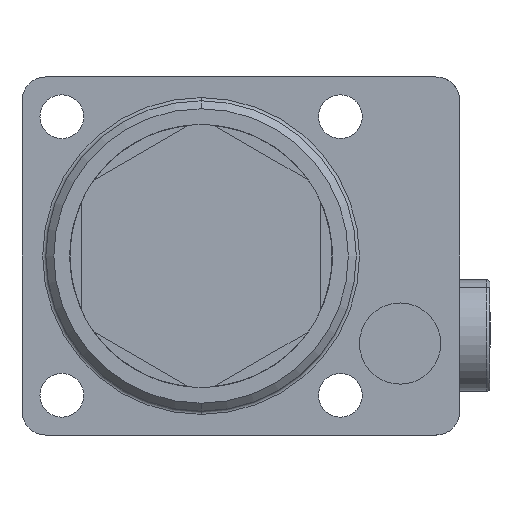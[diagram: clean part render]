
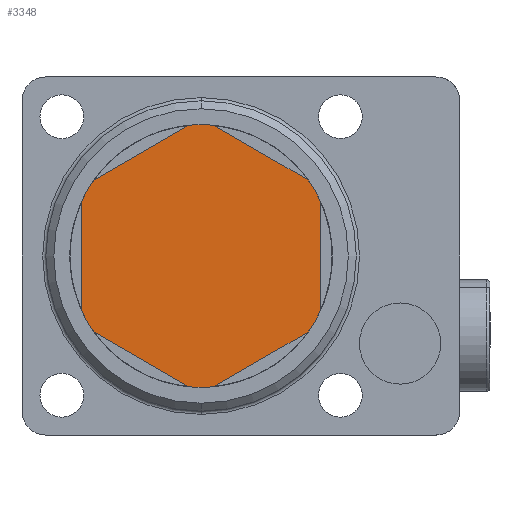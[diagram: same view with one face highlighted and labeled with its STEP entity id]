
A CAD part, front view. The second image highlights one B-rep face of the part: STEP entity #3348.
In plain terms, the highlighted planar face has unit normal (0, -1, 0).
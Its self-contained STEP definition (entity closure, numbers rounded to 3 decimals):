
#249 = DIRECTION ( 'NONE',  ( 0., 0., -1. ) ) ;
#250 = DIRECTION ( 'NONE',  ( 0., -1., 0. ) ) ;
#251 = CARTESIAN_POINT ( 'NONE',  ( 0., -5., 0. ) ) ;
#268 = DIRECTION ( 'NONE',  ( 0., 0., -1. ) ) ;
#270 = DIRECTION ( 'NONE',  ( 0., -1., 0. ) ) ;
#271 = CARTESIAN_POINT ( 'NONE',  ( 0., -5., 0. ) ) ;
#288 = DIRECTION ( 'NONE',  ( 0., 0., -1. ) ) ;
#289 = DIRECTION ( 'NONE',  ( 0., -1., 0. ) ) ;
#290 = CARTESIAN_POINT ( 'NONE',  ( 0., -5., 0. ) ) ;
#377 = DIRECTION ( 'NONE',  ( 0., 0., -1. ) ) ;
#379 = DIRECTION ( 'NONE',  ( 0., -1., 0. ) ) ;
#380 = CARTESIAN_POINT ( 'NONE',  ( 0., -5., 0. ) ) ;
#594 = ORIENTED_EDGE ( 'NONE', *, *, #4608, .T. ) ;
#595 = ORIENTED_EDGE ( 'NONE', *, *, #4618, .T. ) ;
#596 = ORIENTED_EDGE ( 'NONE', *, *, #4604, .T. ) ;
#597 = ORIENTED_EDGE ( 'NONE', *, *, #5326, .T. ) ;
#598 = ORIENTED_EDGE ( 'NONE', *, *, #4619, .T. ) ;
#599 = ORIENTED_EDGE ( 'NONE', *, *, #5347, .T. ) ;
#600 = ORIENTED_EDGE ( 'NONE', *, *, #4620, .T. ) ;
#601 = ORIENTED_EDGE ( 'NONE', *, *, #5340, .T. ) ;
#602 = ORIENTED_EDGE ( 'NONE', *, *, #4621, .T. ) ;
#603 = ORIENTED_EDGE ( 'NONE', *, *, #5333, .T. ) ;
#604 = ORIENTED_EDGE ( 'NONE', *, *, #4616, .T. ) ;
#605 = ORIENTED_EDGE ( 'NONE', *, *, #4622, .T. ) ;
#606 = ORIENTED_EDGE ( 'NONE', *, *, #4612, .T. ) ;
#607 = ORIENTED_EDGE ( 'NONE', *, *, #4623, .T. ) ;
#970 = FACE_OUTER_BOUND ( 'NONE', #1705, .T. ) ;
#1191 = VERTEX_POINT ( 'NONE', #4273 ) ;
#1222 = VERTEX_POINT ( 'NONE', #4203 ) ;
#1225 = VERTEX_POINT ( 'NONE', #4186 ) ;
#1230 = VERTEX_POINT ( 'NONE', #4489 ) ;
#1240 = VERTEX_POINT ( 'NONE', #4477 ) ;
#1250 = VERTEX_POINT ( 'NONE', #4467 ) ;
#1326 = VERTEX_POINT ( 'NONE', #4391 ) ;
#1330 = VERTEX_POINT ( 'NONE', #4387 ) ;
#1342 = VERTEX_POINT ( 'NONE', #4375 ) ;
#1359 = VERTEX_POINT ( 'NONE', #4358 ) ;
#1386 = VERTEX_POINT ( 'NONE', #4331 ) ;
#1392 = VERTEX_POINT ( 'NONE', #4325 ) ;
#1406 = VERTEX_POINT ( 'NONE', #4311 ) ;
#1414 = VERTEX_POINT ( 'NONE', #4303 ) ;
#1705 = EDGE_LOOP ( 'NONE', ( #594, #595, #596, #597, #598, #599, #600, #601, #602, #603, #604, #605, #606, #607 ) ) ;
#1835 = CIRCLE ( 'NONE', #5021, 16.5 ) ;
#1844 = CIRCLE ( 'NONE', #5029, 16.5 ) ;
#1860 = CIRCLE ( 'NONE', #5039, 16.5 ) ;
#2211 = VECTOR ( 'NONE', #2693, 1000. ) ;
#2213 = VECTOR ( 'NONE', #2695, 1000. ) ;
#2214 = LINE ( 'NONE', #2694, #2211 ) ;
#2215 = VECTOR ( 'NONE', #2697, 1000. ) ;
#2216 = LINE ( 'NONE', #2696, #2213 ) ;
#2217 = VECTOR ( 'NONE', #2700, 1000. ) ;
#2218 = LINE ( 'NONE', #2699, #2215 ) ;
#2219 = VECTOR ( 'NONE', #2702, 1000. ) ;
#2220 = LINE ( 'NONE', #2701, #2217 ) ;
#2221 = VECTOR ( 'NONE', #2712, 1000. ) ;
#2222 = LINE ( 'NONE', #2703, #2219 ) ;
#2226 = CIRCLE ( 'NONE', #5007, 16.5 ) ;
#2227 = LINE ( 'NONE', #2708, #2221 ) ;
#2232 = CIRCLE ( 'NONE', #5011, 16.5 ) ;
#2238 = CIRCLE ( 'NONE', #5017, 16.5 ) ;
#2244 = CIRCLE ( 'NONE', #5025, 16.5 ) ;
#2423 = DIRECTION ( 'NONE',  ( 0., 0., -1. ) ) ;
#2424 = DIRECTION ( 'NONE',  ( 0., -1., 0. ) ) ;
#2435 = PLANE ( 'NONE',  #5136 ) ;
#2443 = CARTESIAN_POINT ( 'NONE',  ( 0., -5., 0. ) ) ;
#2693 = DIRECTION ( 'NONE',  ( 0., 0., -1. ) ) ;
#2694 = CARTESIAN_POINT ( 'NONE',  ( -15., -5., 0. ) ) ;
#2695 = DIRECTION ( 'NONE',  ( -0.866, 0., -0.5 ) ) ;
#2696 = CARTESIAN_POINT ( 'NONE',  ( -7.5, -5., 12.99 ) ) ;
#2697 = DIRECTION ( 'NONE',  ( -0.866, 0., 0.5 ) ) ;
#2699 = CARTESIAN_POINT ( 'NONE',  ( 7.5, -5., 12.99 ) ) ;
#2700 = DIRECTION ( 'NONE',  ( 0., 0., 1. ) ) ;
#2701 = CARTESIAN_POINT ( 'NONE',  ( 15., -5., 0. ) ) ;
#2702 = DIRECTION ( 'NONE',  ( 0.866, 0., 0.5 ) ) ;
#2703 = CARTESIAN_POINT ( 'NONE',  ( 7.5, -5., -12.99 ) ) ;
#2708 = CARTESIAN_POINT ( 'NONE',  ( -7.5, -5., -12.99 ) ) ;
#2709 = DIRECTION ( 'NONE',  ( 0., 0., -1. ) ) ;
#2710 = DIRECTION ( 'NONE',  ( 0., -1., 0. ) ) ;
#2711 = CARTESIAN_POINT ( 'NONE',  ( 0., -5., 0. ) ) ;
#2712 = DIRECTION ( 'NONE',  ( 0.866, 0., -0.5 ) ) ;
#2722 = DIRECTION ( 'NONE',  ( 0., 0., -1. ) ) ;
#2723 = DIRECTION ( 'NONE',  ( 0., -1., 0. ) ) ;
#2725 = CARTESIAN_POINT ( 'NONE',  ( 0., -5., 0. ) ) ;
#2735 = DIRECTION ( 'NONE',  ( 0., 0., -1. ) ) ;
#2736 = DIRECTION ( 'NONE',  ( 0., -1., 0. ) ) ;
#2737 = CARTESIAN_POINT ( 'NONE',  ( 0., -5., 0. ) ) ;
#2752 = DIRECTION ( 'NONE',  ( 0., 0., -1. ) ) ;
#2753 = DIRECTION ( 'NONE',  ( 0., -1., 0. ) ) ;
#2754 = CARTESIAN_POINT ( 'NONE',  ( 0., -5., 0. ) ) ;
#3223 = CIRCLE ( 'NONE', #5016, 16.5 ) ;
#3348 = ADVANCED_FACE ( 'NONE', ( #970 ), #2435, .T. ) ;
#4186 = CARTESIAN_POINT ( 'NONE',  ( -13.453, -5., -9.553 ) ) ;
#4203 = CARTESIAN_POINT ( 'NONE',  ( -15., -5., -6.874 ) ) ;
#4273 = CARTESIAN_POINT ( 'NONE',  ( 0., -5., -16.5 ) ) ;
#4303 = CARTESIAN_POINT ( 'NONE',  ( 1.547, -5., 16.427 ) ) ;
#4311 = CARTESIAN_POINT ( 'NONE',  ( -1.547, -5., -16.427 ) ) ;
#4325 = CARTESIAN_POINT ( 'NONE',  ( -15., -5., 6.874 ) ) ;
#4331 = CARTESIAN_POINT ( 'NONE',  ( 15., -5., 6.874 ) ) ;
#4358 = CARTESIAN_POINT ( 'NONE',  ( 1.547, -5., -16.427 ) ) ;
#4375 = CARTESIAN_POINT ( 'NONE',  ( 15., -5., -6.874 ) ) ;
#4387 = CARTESIAN_POINT ( 'NONE',  ( -13.453, -5., 9.553 ) ) ;
#4391 = CARTESIAN_POINT ( 'NONE',  ( -1.547, -5., 16.427 ) ) ;
#4467 = CARTESIAN_POINT ( 'NONE',  ( 13.453, -5., 9.553 ) ) ;
#4477 = CARTESIAN_POINT ( 'NONE',  ( 0., -5., 16.5 ) ) ;
#4489 = CARTESIAN_POINT ( 'NONE',  ( 13.453, -5., -9.553 ) ) ;
#4604 = EDGE_CURVE ( 'NONE', #1406, #1191, #2244, .T. ) ;
#4608 = EDGE_CURVE ( 'NONE', #1222, #1225, #2238, .T. ) ;
#4612 = EDGE_CURVE ( 'NONE', #1330, #1392, #2232, .T. ) ;
#4616 = EDGE_CURVE ( 'NONE', #1240, #1326, #2226, .T. ) ;
#4618 = EDGE_CURVE ( 'NONE', #1225, #1406, #2227, .T. ) ;
#4619 = EDGE_CURVE ( 'NONE', #1359, #1230, #2222, .T. ) ;
#4620 = EDGE_CURVE ( 'NONE', #1342, #1386, #2220, .T. ) ;
#4621 = EDGE_CURVE ( 'NONE', #1250, #1414, #2218, .T. ) ;
#4622 = EDGE_CURVE ( 'NONE', #1326, #1330, #2216, .T. ) ;
#4623 = EDGE_CURVE ( 'NONE', #1392, #1222, #2214, .T. ) ;
#5007 = AXIS2_PLACEMENT_3D ( 'NONE', #2711, #2710, #2709 ) ;
#5011 = AXIS2_PLACEMENT_3D ( 'NONE', #2725, #2723, #2722 ) ;
#5016 = AXIS2_PLACEMENT_3D ( 'NONE', #251, #250, #249 ) ;
#5017 = AXIS2_PLACEMENT_3D ( 'NONE', #2737, #2736, #2735 ) ;
#5021 = AXIS2_PLACEMENT_3D ( 'NONE', #271, #270, #268 ) ;
#5025 = AXIS2_PLACEMENT_3D ( 'NONE', #2754, #2753, #2752 ) ;
#5029 = AXIS2_PLACEMENT_3D ( 'NONE', #290, #289, #288 ) ;
#5039 = AXIS2_PLACEMENT_3D ( 'NONE', #380, #379, #377 ) ;
#5136 = AXIS2_PLACEMENT_3D ( 'NONE', #2443, #2424, #2423 ) ;
#5326 = EDGE_CURVE ( 'NONE', #1191, #1359, #1860, .T. ) ;
#5333 = EDGE_CURVE ( 'NONE', #1414, #1240, #1844, .T. ) ;
#5340 = EDGE_CURVE ( 'NONE', #1386, #1250, #1835, .T. ) ;
#5347 = EDGE_CURVE ( 'NONE', #1230, #1342, #3223, .T. ) ;
